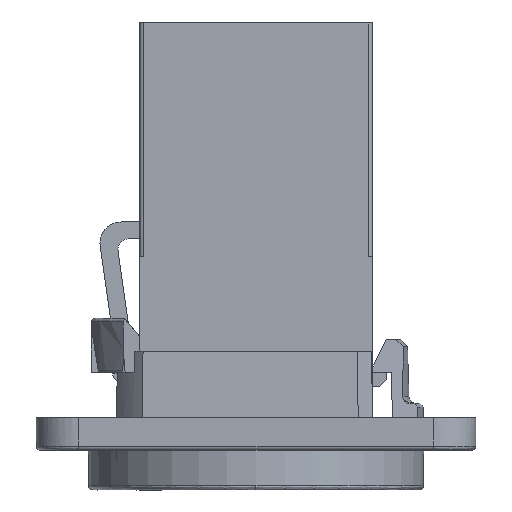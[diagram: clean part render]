
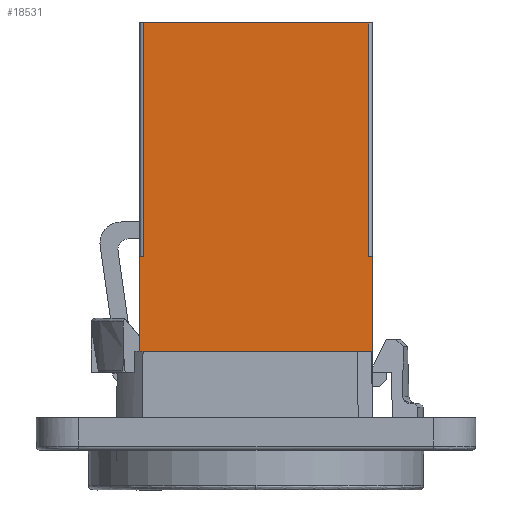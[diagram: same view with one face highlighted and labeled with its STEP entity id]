
A CAD part, left-side view. The second image highlights one B-rep face of the part: STEP entity #18531.
In plain terms, the highlighted planar face has unit normal (-1, 0, 0).
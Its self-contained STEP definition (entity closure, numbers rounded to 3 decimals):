
#43 = VERTEX_POINT ( 'NONE', #20517 ) ;
#100 = VERTEX_POINT ( 'NONE', #10442 ) ;
#356 = VERTEX_POINT ( 'NONE', #2960 ) ;
#1085 = LINE ( 'NONE', #7604, #13097 ) ;
#1239 = EDGE_CURVE ( 'NONE', #11775, #20949, #15514, .T. ) ;
#1384 = VECTOR ( 'NONE', #11045, 1000. ) ;
#1900 = CARTESIAN_POINT ( 'NONE',  ( -17.307, 11.39, -14.326 ) ) ;
#1970 = DIRECTION ( 'NONE',  ( 0., -1., 0. ) ) ;
#2138 = ORIENTED_EDGE ( 'NONE', *, *, #21014, .T. ) ;
#2220 = ORIENTED_EDGE ( 'NONE', *, *, #3299, .T. ) ;
#2540 = EDGE_LOOP ( 'NONE', ( #11571, #19394, #2220, #2138, #20054, #20326, #17010, #7496, #18228, #2639 ) ) ;
#2573 = EDGE_CURVE ( 'NONE', #19841, #11775, #18254, .T. ) ;
#2639 = ORIENTED_EDGE ( 'NONE', *, *, #22199, .T. ) ;
#2931 = CARTESIAN_POINT ( 'NONE',  ( -17.307, 11.39, -14.326 ) ) ;
#2960 = CARTESIAN_POINT ( 'NONE',  ( -17.307, -4.972, -7.626 ) ) ;
#3299 = EDGE_CURVE ( 'NONE', #20949, #100, #1085, .T. ) ;
#3513 = VECTOR ( 'NONE', #9324, 1000. ) ;
#3746 = DIRECTION ( 'NONE',  ( 0., -1., 0. ) ) ;
#3793 = CARTESIAN_POINT ( 'NONE',  ( -17.307, 11.428, -24.126 ) ) ;
#3953 = DIRECTION ( 'NONE',  ( -1., 0., 0. ) ) ;
#4021 = CARTESIAN_POINT ( 'NONE',  ( -17.307, 11.228, -19.026 ) ) ;
#4111 = DIRECTION ( 'NONE',  ( 0., 0., -1. ) ) ;
#5198 = CARTESIAN_POINT ( 'NONE',  ( -17.307, 11.428, -7.626 ) ) ;
#5472 = DIRECTION ( 'NONE',  ( 0., -1., 0. ) ) ;
#6170 = VERTEX_POINT ( 'NONE', #7524 ) ;
#6385 = EDGE_CURVE ( 'NONE', #43, #21886, #8190, .T. ) ;
#6551 = LINE ( 'NONE', #14658, #14619 ) ;
#6599 = DIRECTION ( 'NONE',  ( 0., 1., 0. ) ) ;
#7128 = VECTOR ( 'NONE', #10032, 1000. ) ;
#7208 = CARTESIAN_POINT ( 'NONE',  ( -17.307, 11.178, -24.126 ) ) ;
#7496 = ORIENTED_EDGE ( 'NONE', *, *, #6385, .T. ) ;
#7524 = CARTESIAN_POINT ( 'NONE',  ( -17.307, -4.722, -7.626 ) ) ;
#7604 = CARTESIAN_POINT ( 'NONE',  ( -17.307, 11.428, -19.026 ) ) ;
#7895 = EDGE_CURVE ( 'NONE', #356, #6170, #14065, .T. ) ;
#8190 = LINE ( 'NONE', #7208, #12650 ) ;
#8412 = CARTESIAN_POINT ( 'NONE',  ( -17.307, 11.428, -7.626 ) ) ;
#9324 = DIRECTION ( 'NONE',  ( 0., 0., 1. ) ) ;
#9379 = LINE ( 'NONE', #17877, #22962 ) ;
#9882 = VECTOR ( 'NONE', #6599, 1000. ) ;
#10032 = DIRECTION ( 'NONE',  ( 0., 1., 0. ) ) ;
#10222 = AXIS2_PLACEMENT_3D ( 'NONE', #3793, #3953, #5472 ) ;
#10442 = CARTESIAN_POINT ( 'NONE',  ( -17.307, -4.972, -19.026 ) ) ;
#10522 = EDGE_CURVE ( 'NONE', #22842, #43, #10695, .T. ) ;
#10607 = DIRECTION ( 'NONE',  ( 0., 0., -1. ) ) ;
#10695 = LINE ( 'NONE', #16842, #9882 ) ;
#11045 = DIRECTION ( 'NONE',  ( 0., 0., 1. ) ) ;
#11571 = ORIENTED_EDGE ( 'NONE', *, *, #2573, .T. ) ;
#11643 = EDGE_CURVE ( 'NONE', #6170, #22842, #13153, .T. ) ;
#11775 = VERTEX_POINT ( 'NONE', #2931 ) ;
#12183 = PLANE ( 'NONE',  #10222 ) ;
#12650 = VECTOR ( 'NONE', #10607, 1000. ) ;
#12787 = CARTESIAN_POINT ( 'NONE',  ( -17.307, -4.722, -24.126 ) ) ;
#13015 = CARTESIAN_POINT ( 'NONE',  ( -17.307, -4.972, -24.126 ) ) ;
#13097 = VECTOR ( 'NONE', #3746, 1000. ) ;
#13153 = LINE ( 'NONE', #12787, #1384 ) ;
#13239 = CARTESIAN_POINT ( 'NONE',  ( -17.307, -4.722, 8.874 ) ) ;
#14065 = LINE ( 'NONE', #8412, #7128 ) ;
#14125 = CARTESIAN_POINT ( 'NONE',  ( -17.307, 11.328, -17.402 ) ) ;
#14230 = DIRECTION ( 'NONE',  ( 0., 1., 0. ) ) ;
#14274 = CARTESIAN_POINT ( 'NONE',  ( -17.307, 11.272, -19.026 ) ) ;
#14424 = CARTESIAN_POINT ( 'NONE',  ( -17.307, 11.228, -19.026 ) ) ;
#14619 = VECTOR ( 'NONE', #4111, 1000. ) ;
#14658 = CARTESIAN_POINT ( 'NONE',  ( -17.307, 11.428, -24.126 ) ) ;
#15313 = EDGE_CURVE ( 'NONE', #21886, #22699, #9379, .T. ) ;
#15395 = CARTESIAN_POINT ( 'NONE',  ( -17.307, 11.178, -7.626 ) ) ;
#15514 =( BOUNDED_CURVE ( )  B_SPLINE_CURVE ( 3, ( #1900, #14125, #14274, #14424 ),
 .UNSPECIFIED., .F., .F. ) 
 B_SPLINE_CURVE_WITH_KNOTS ( ( 4, 4 ),
 ( 5.631, 6.283 ),
 .UNSPECIFIED. ) 
 CURVE ( )  GEOMETRIC_REPRESENTATION_ITEM ( )  RATIONAL_B_SPLINE_CURVE ( ( 1., 0.965, 0.965, 1. ) ) 
 REPRESENTATION_ITEM ( '' )  );
#16482 = CARTESIAN_POINT ( 'NONE',  ( -17.307, 4.453, -14.326 ) ) ;
#16526 = FACE_OUTER_BOUND ( 'NONE', #2540, .T. ) ;
#16842 = CARTESIAN_POINT ( 'NONE',  ( -17.307, 11.428, 8.874 ) ) ;
#17010 = ORIENTED_EDGE ( 'NONE', *, *, #10522, .T. ) ;
#17877 = CARTESIAN_POINT ( 'NONE',  ( -17.307, 11.428, -7.626 ) ) ;
#18228 = ORIENTED_EDGE ( 'NONE', *, *, #15313, .T. ) ;
#18254 = LINE ( 'NONE', #16482, #22371 ) ;
#18531 = ADVANCED_FACE ( 'NONE', ( #16526 ), #12183, .T. ) ;
#19394 = ORIENTED_EDGE ( 'NONE', *, *, #1239, .T. ) ;
#19653 = LINE ( 'NONE', #13015, #3513 ) ;
#19841 = VERTEX_POINT ( 'NONE', #19851 ) ;
#19851 = CARTESIAN_POINT ( 'NONE',  ( -17.307, 11.428, -14.326 ) ) ;
#20054 = ORIENTED_EDGE ( 'NONE', *, *, #7895, .T. ) ;
#20326 = ORIENTED_EDGE ( 'NONE', *, *, #11643, .T. ) ;
#20517 = CARTESIAN_POINT ( 'NONE',  ( -17.307, 11.178, 8.874 ) ) ;
#20949 = VERTEX_POINT ( 'NONE', #4021 ) ;
#21014 = EDGE_CURVE ( 'NONE', #100, #356, #19653, .T. ) ;
#21886 = VERTEX_POINT ( 'NONE', #15395 ) ;
#22199 = EDGE_CURVE ( 'NONE', #22699, #19841, #6551, .T. ) ;
#22371 = VECTOR ( 'NONE', #1970, 1000. ) ;
#22699 = VERTEX_POINT ( 'NONE', #5198 ) ;
#22842 = VERTEX_POINT ( 'NONE', #13239 ) ;
#22962 = VECTOR ( 'NONE', #14230, 1000. ) ;
